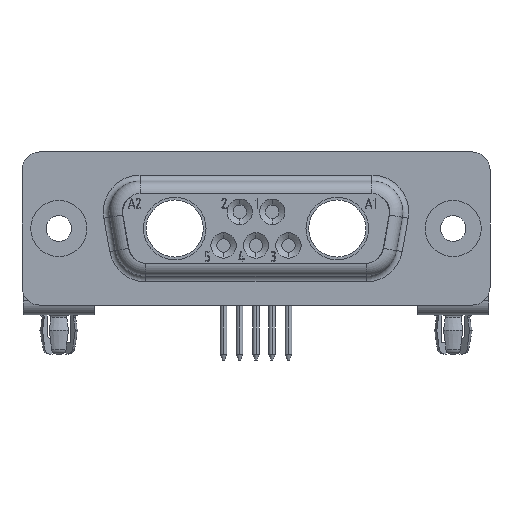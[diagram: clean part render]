
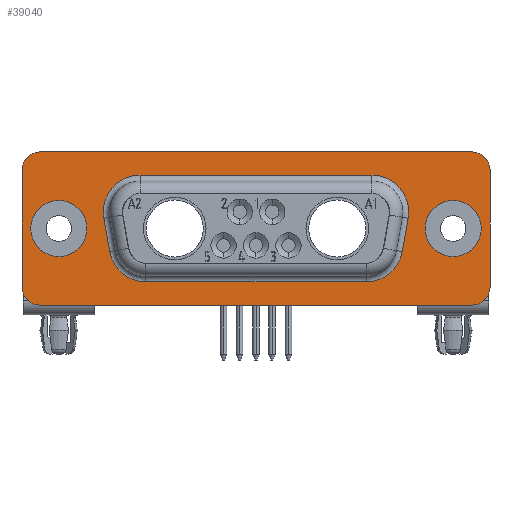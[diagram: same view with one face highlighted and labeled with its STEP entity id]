
A CAD part, front view. The second image highlights one B-rep face of the part: STEP entity #39040.
In plain terms, the highlighted face is planar.
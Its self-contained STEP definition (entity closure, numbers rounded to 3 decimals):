
#5080=CARTESIAN_POINT('',(-210.971,184.917,13.22));
#5090=VERTEX_POINT('',#5080);
#5120=CARTESIAN_POINT('',(0.,184.917,13.22));
#5130=DIRECTION('',(-1.,0.,0.));
#5140=VECTOR('',#5130,1.);
#5150=LINE('',#5120,#5140);
#5160=CARTESIAN_POINT('',(-220.901,184.917,13.22));
#5170=VERTEX_POINT('',#5160);
#5180=EDGE_CURVE('',#5090,#5170,#5150,.T.);
#9130=CARTESIAN_POINT('',(-220.901,186.417,13.22));
#9140=DIRECTION('',(0.,0.,-1.));
#9150=DIRECTION('',(-1.,0.,0.));
#9160=AXIS2_PLACEMENT_3D('',#9130,#9140,#9150);
#9170=CIRCLE('',#9160,1.5);
#9180=CARTESIAN_POINT('',(-222.401,186.417,13.22));
#9190=VERTEX_POINT('',#9180);
#9200=EDGE_CURVE('',#5170,#9190,#9170,.T.);
#11120=CARTESIAN_POINT('',(-215.936,190.397,13.22));
#11130=VERTEX_POINT('',#11120);
#11160=CARTESIAN_POINT('',(-215.936,188.027,13.22));
#11170=DIRECTION('',(0.,0.,-1.));
#11180=DIRECTION('',(0.,1.,0.));
#11190=AXIS2_PLACEMENT_3D('',#11160,#11170,#11180);
#11200=CIRCLE('',#11190,2.37);
#11210=CARTESIAN_POINT('',(-215.936,185.657,13.22));
#11220=VERTEX_POINT('',#11210);
#11230=EDGE_CURVE('',#11220,#11130,#11200,.T.);
#19020=CARTESIAN_POINT('',(0.,224.437,13.22));
#19030=DIRECTION('',(1.,0.,0.));
#19040=VECTOR('',#19030,1.);
#19050=LINE('',#19020,#19040);
#19060=CARTESIAN_POINT('',(-220.901,224.437,13.22));
#19070=VERTEX_POINT('',#19060);
#19080=CARTESIAN_POINT('',(-210.971,224.437,13.22));
#19090=VERTEX_POINT('',#19080);
#19100=EDGE_CURVE('',#19070,#19090,#19050,.T.);
#19450=CARTESIAN_POINT('',(-209.471,186.417,13.22));
#19460=VERTEX_POINT('',#19450);
#19490=CARTESIAN_POINT('',(-210.971,186.417,13.22));
#19500=DIRECTION('',(0.,0.,1.));
#19510=DIRECTION('',(1.,0.,0.));
#19520=AXIS2_PLACEMENT_3D('',#19490,#19500,#19510);
#19530=CIRCLE('',#19520,1.5);
#19540=EDGE_CURVE('',#5090,#19460,#19530,.T.);
#31060=CARTESIAN_POINT('',(-210.971,222.937,13.22));
#31070=DIRECTION('',(0.,0.,-1.));
#31080=DIRECTION('',(-1.,0.,0.));
#31090=AXIS2_PLACEMENT_3D('',#31060,#31070,#31080);
#31100=CIRCLE('',#31090,1.5);
#31110=CARTESIAN_POINT('',(-209.471,222.937,13.22));
#31120=VERTEX_POINT('',#31110);
#31130=EDGE_CURVE('',#19090,#31120,#31100,.T.);
#36520=CARTESIAN_POINT('',(-222.401,222.937,13.22));
#36530=VERTEX_POINT('',#36520);
#36560=CARTESIAN_POINT('',(-220.901,222.937,13.22));
#36570=DIRECTION('',(0.,0.,1.));
#36580=DIRECTION('',(1.,0.,0.));
#36590=AXIS2_PLACEMENT_3D('',#36560,#36570,#36580);
#36600=CIRCLE('',#36590,1.5);
#36610=EDGE_CURVE('',#19070,#36530,#36600,.T.);
#37890=CARTESIAN_POINT('',(-216.595,238.402,13.22));
#37900=DIRECTION('',(0.,0.,1.));
#37910=DIRECTION('',(-1.,0.,0.));
#37920=AXIS2_PLACEMENT_3D('',#37890,#37900,#37910);
#37930=PLANE('',#37920);
#37940=EDGE_CURVE('',#11130,#11220,#11200,.T.);
#37950=ORIENTED_EDGE('',*,*,#37940,.F.);
#37960=ORIENTED_EDGE('',*,*,#11230,.F.);
#37970=EDGE_LOOP('',(#37960,#37950));
#37980=FACE_BOUND('',#37970,.T.);
#37990=CARTESIAN_POINT('',(-215.936,221.327,13.22));
#38000=DIRECTION('',(0.,0.,-1.));
#38010=DIRECTION('',(0.,1.,0.));
#38020=AXIS2_PLACEMENT_3D('',#37990,#38000,#38010);
#38030=CIRCLE('',#38020,2.37);
#38040=CARTESIAN_POINT('',(-215.936,223.697,13.22));
#38050=VERTEX_POINT('',#38040);
#38060=CARTESIAN_POINT('',(-215.936,218.957,13.22));
#38070=VERTEX_POINT('',#38060);
#38080=EDGE_CURVE('',#38050,#38070,#38030,.T.);
#38090=ORIENTED_EDGE('',*,*,#38080,.F.);
#38100=EDGE_CURVE('',#38070,#38050,#38030,.T.);
#38110=ORIENTED_EDGE('',*,*,#38100,.F.);
#38120=EDGE_LOOP('',(#38110,#38090));
#38130=FACE_BOUND('',#38120,.T.);
#38140=CARTESIAN_POINT('',(-214.526,214.472,13.22));
#38150=DIRECTION('',(0.,0.,-1.));
#38160=DIRECTION('',(-1.,0.,0.));
#38170=AXIS2_PLACEMENT_3D('',#38140,#38150,#38160);
#38180=CIRCLE('',#38170,3.1);
#38190=CARTESIAN_POINT('',(-215.064,217.525,13.22));
#38200=VERTEX_POINT('',#38190);
#38210=CARTESIAN_POINT('',(-211.426,214.472,13.22));
#38220=VERTEX_POINT('',#38210);
#38230=EDGE_CURVE('',#38200,#38220,#38180,.T.);
#38240=ORIENTED_EDGE('',*,*,#38230,.F.);
#38250=CARTESIAN_POINT('',(-211.426,0.,13.22));
#38260=DIRECTION('',(0.,1.,0.));
#38270=VECTOR('',#38260,1.);
#38280=LINE('',#38250,#38270);
#38290=CARTESIAN_POINT('',(-211.426,194.882,13.22));
#38300=VERTEX_POINT('',#38290);
#38310=EDGE_CURVE('',#38300,#38220,#38280,.T.);
#38320=ORIENTED_EDGE('',*,*,#38310,.T.);
#38330=CARTESIAN_POINT('',(-214.526,194.882,13.22));
#38340=DIRECTION('',(0.,0.,-1.));
#38350=DIRECTION('',(-1.,0.,0.));
#38360=AXIS2_PLACEMENT_3D('',#38330,#38340,#38350);
#38370=CIRCLE('',#38360,3.1);
#38380=CARTESIAN_POINT('',(-215.064,191.829,13.22));
#38390=VERTEX_POINT('',#38380);
#38400=EDGE_CURVE('',#38300,#38390,#38370,.T.);
#38410=ORIENTED_EDGE('',*,*,#38400,.F.);
#38420=CARTESIAN_POINT('',(0.,153.908,13.22));
#38430=DIRECTION('',(-0.985,0.174,0.));
#38440=VECTOR('',#38430,1.);
#38450=LINE('',#38420,#38440);
#38460=CARTESIAN_POINT('',(-217.884,192.327,13.22));
#38470=VERTEX_POINT('',#38460);
#38480=EDGE_CURVE('',#38390,#38470,#38450,.T.);
#38490=ORIENTED_EDGE('',*,*,#38480,.F.);
#38500=CARTESIAN_POINT('',(-217.346,195.38,13.22));
#38510=DIRECTION('',(0.,0.,1.));
#38520=DIRECTION('',(1.,0.,0.));
#38530=AXIS2_PLACEMENT_3D('',#38500,#38510,#38520);
#38540=CIRCLE('',#38530,3.1);
#38550=CARTESIAN_POINT('',(-220.446,195.38,13.22));
#38560=VERTEX_POINT('',#38550);
#38570=EDGE_CURVE('',#38560,#38470,#38540,.T.);
#38580=ORIENTED_EDGE('',*,*,#38570,.T.);
#38590=CARTESIAN_POINT('',(-220.446,0.,13.22));
#38600=DIRECTION('',(0.,1.,0.));
#38610=VECTOR('',#38600,1.);
#38620=LINE('',#38590,#38610);
#38630=CARTESIAN_POINT('',(-220.446,213.975,13.22));
#38640=VERTEX_POINT('',#38630);
#38650=EDGE_CURVE('',#38560,#38640,#38620,.T.);
#38660=ORIENTED_EDGE('',*,*,#38650,.F.);
#38670=CARTESIAN_POINT('',(-217.346,213.975,13.22));
#38680=DIRECTION('',(0.,0.,1.));
#38690=DIRECTION('',(1.,0.,0.));
#38700=AXIS2_PLACEMENT_3D('',#38670,#38680,#38690);
#38710=CIRCLE('',#38700,3.1);
#38720=CARTESIAN_POINT('',(-217.884,217.028,13.22));
#38730=VERTEX_POINT('',#38720);
#38740=EDGE_CURVE('',#38730,#38640,#38710,.T.);
#38750=ORIENTED_EDGE('',*,*,#38740,.T.);
#38760=CARTESIAN_POINT('',(0.,255.447,13.22));
#38770=DIRECTION('',(0.985,0.174,0.));
#38780=VECTOR('',#38770,1.);
#38790=LINE('',#38760,#38780);
#38800=EDGE_CURVE('',#38730,#38200,#38790,.T.);
#38810=ORIENTED_EDGE('',*,*,#38800,.F.);
#38820=EDGE_LOOP('',(#38810,#38750,#38660,#38580,#38490,#38410,#38320,
#38240));
#38830=FACE_BOUND('',#38820,.T.);
#38840=ORIENTED_EDGE('',*,*,#31130,.T.);
#38850=ORIENTED_EDGE('',*,*,#19100,.T.);
#38860=ORIENTED_EDGE('',*,*,#36610,.F.);
#38870=CARTESIAN_POINT('',(-222.401,0.,13.22));
#38880=DIRECTION('',(0.,-1.,0.));
#38890=VECTOR('',#38880,1.);
#38900=LINE('',#38870,#38890);
#38910=EDGE_CURVE('',#36530,#9190,#38900,.T.);
#38920=ORIENTED_EDGE('',*,*,#38910,.F.);
#38930=ORIENTED_EDGE('',*,*,#9200,.T.);
#38940=ORIENTED_EDGE('',*,*,#5180,.T.);
#38950=ORIENTED_EDGE('',*,*,#19540,.F.);
#38960=CARTESIAN_POINT('',(-209.471,0.,13.22));
#38970=DIRECTION('',(0.,-1.,0.));
#38980=VECTOR('',#38970,1.);
#38990=LINE('',#38960,#38980);
#39000=EDGE_CURVE('',#31120,#19460,#38990,.T.);
#39010=ORIENTED_EDGE('',*,*,#39000,.T.);
#39020=EDGE_LOOP('',(#39010,#38950,#38940,#38930,#38920,#38860,#38850,
#38840));
#39030=FACE_OUTER_BOUND('',#39020,.T.);
#39040=ADVANCED_FACE('',(#37980,#38130,#38830,#39030),#37930,.F.);
